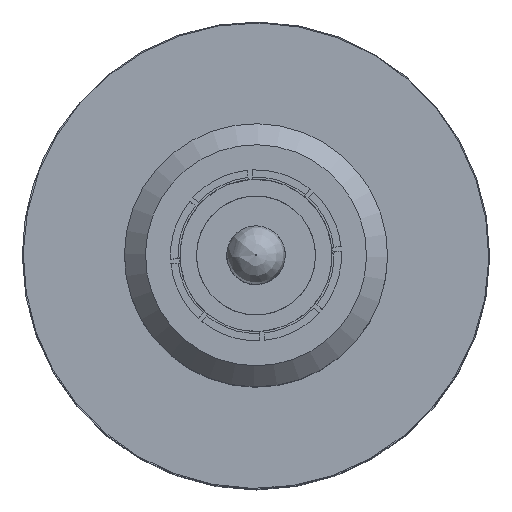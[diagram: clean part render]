
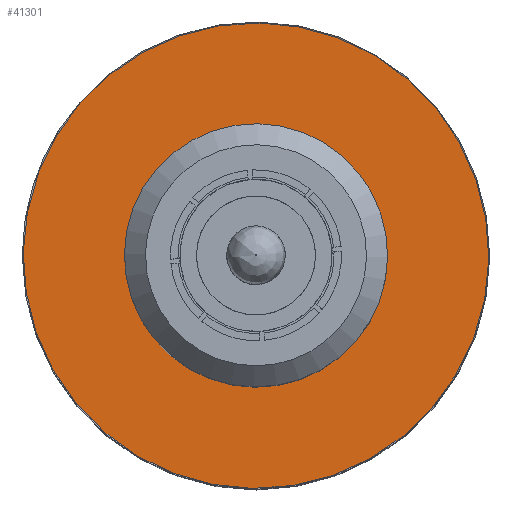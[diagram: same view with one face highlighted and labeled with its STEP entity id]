
A CAD part, top view. The second image highlights one B-rep face of the part: STEP entity #41301.
In plain terms, the highlighted planar face has unit normal (0, 0, 1).
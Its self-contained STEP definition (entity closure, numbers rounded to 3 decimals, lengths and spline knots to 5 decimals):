
#2155=FACE_BOUND($,#10426,.T.);
#2358=CIRCLE($,#41762,0.281);
#2360=CIRCLE($,#41765,0.497);
#5712=PLANE($,#46654);
#7935=FACE_OUTER_BOUND($,#10425,.T.);
#10425=EDGE_LOOP($,(#39003));
#10426=EDGE_LOOP($,(#39004));
#15910=VERTEX_POINT($,#63144);
#15912=VERTEX_POINT($,#63149);
#20379=EDGE_CURVE($,#15910,#15910,#2358,.T.);
#20381=EDGE_CURVE($,#15912,#15912,#2360,.T.);
#39003=ORIENTED_EDGE($,*,*,#20381,.F.);
#39004=ORIENTED_EDGE($,*,*,#20379,.T.);
#41301=ADVANCED_FACE($,(#7935,#2155),#5712,.F.);
#41762=AXIS2_PLACEMENT_3D($,#63145,#47644,#47645);
#41765=AXIS2_PLACEMENT_3D($,#63150,#47650,#47651);
#46654=AXIS2_PLACEMENT_3D($,#89505,#59276,#59277);
#47644=DIRECTION('center_axis',(0.,0.,
-1.));
#47645=DIRECTION('ref_axis',(-0.757,0.653,0.));
#47650=DIRECTION('center_axis',(0.,0.,
-1.));
#47651=DIRECTION('ref_axis',(-0.757,0.653,0.));
#59276=DIRECTION('center_axis',(0.,0.,
-1.));
#59277=DIRECTION('ref_axis',(-0.757,0.653,0.));
#63144=CARTESIAN_POINT('',(-0.21271,0.18361,0.594));
#63145=CARTESIAN_POINT('Origin',(0.,0.,
0.594));
#63149=CARTESIAN_POINT('',(-0.37622,0.32475,0.594));
#63150=CARTESIAN_POINT('Origin',(0.,0.,
0.594));
#89505=CARTESIAN_POINT('Origin',(0.,0.,
0.594));
